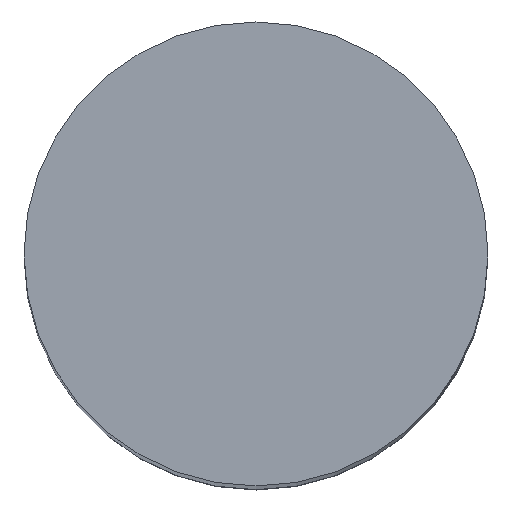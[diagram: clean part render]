
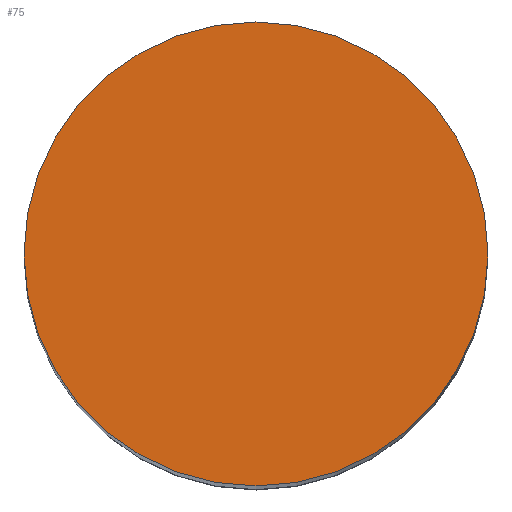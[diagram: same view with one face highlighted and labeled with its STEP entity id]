
A CAD part, top view. The second image highlights one B-rep face of the part: STEP entity #75.
In plain terms, the highlighted planar face has unit normal (0, 0, 1).
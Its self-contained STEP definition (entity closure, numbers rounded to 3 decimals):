
#75=ADVANCED_FACE('',(#85),#86,.T.);
#85=FACE_OUTER_BOUND('',#111,.T.);
#86=PLANE('',#112);
#111=EDGE_LOOP('',(#137));
#112=AXIS2_PLACEMENT_3D('',#138,#139,#140);
#137=ORIENTED_EDGE('',*,*,#181,.F.);
#138=CARTESIAN_POINT('',(0.,4.0,105.502));
#139=DIRECTION('',(0.,0.,1.0));
#140=DIRECTION('',(0.,-1.0,0.));
#181=EDGE_CURVE('',#190,#190,#191,.T.);
#190=VERTEX_POINT('',#206);
#191=CIRCLE('',#207,8.0);
#206=CARTESIAN_POINT('',(0.,8.0,105.502));
#207=AXIS2_PLACEMENT_3D('',#222,#223,#224);
#222=CARTESIAN_POINT('',(0.,0.,105.502));
#223=DIRECTION('',(0.,0.,-1.0));
#224=DIRECTION('',(0.,1.0,0.));
